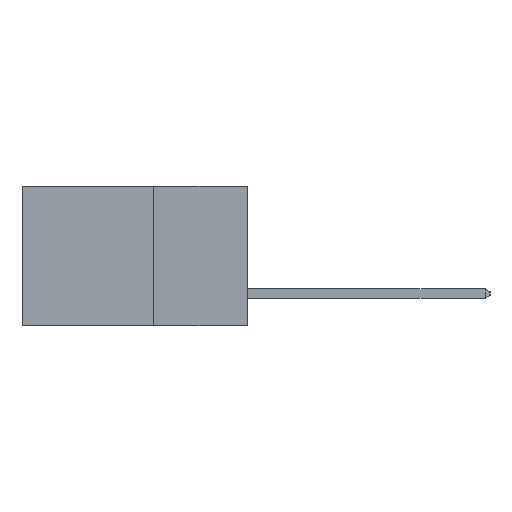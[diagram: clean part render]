
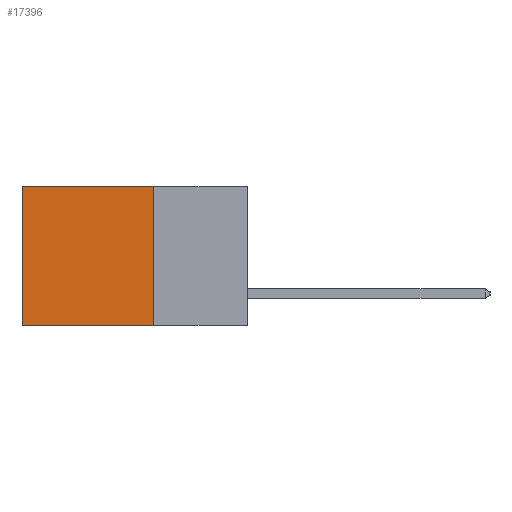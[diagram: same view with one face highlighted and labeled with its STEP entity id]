
A CAD part, left-side view. The second image highlights one B-rep face of the part: STEP entity #17396.
In plain terms, the highlighted planar face has unit normal (-1, 0, 0).
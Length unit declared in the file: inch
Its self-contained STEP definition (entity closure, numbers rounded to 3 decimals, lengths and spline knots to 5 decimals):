
#424 = DIRECTION ( 'NONE',  ( 0., 1., 0. ) ) ;
#809 = VECTOR ( 'NONE', #15118, 39.37008 ) ;
#1222 = CARTESIAN_POINT ( 'NONE',  ( 0.298, 0.25, -0.37 ) ) ;
#1361 = DIRECTION ( 'NONE',  ( 0., 0., -1. ) ) ;
#1373 = VERTEX_POINT ( 'NONE', #14560 ) ;
#2167 = CARTESIAN_POINT ( 'NONE',  ( 0.298, 0.25, -0.37 ) ) ;
#3176 = FACE_OUTER_BOUND ( 'NONE', #7676, .T. ) ;
#3692 = ORIENTED_EDGE ( 'NONE', *, *, #16239, .T. ) ;
#3855 = DIRECTION ( 'NONE',  ( 0., 0., -1. ) ) ;
#4192 = CARTESIAN_POINT ( 'NONE',  ( 0.298, 0.6, 0. ) ) ;
#4414 = CARTESIAN_POINT ( 'NONE',  ( 0.298, 0.25, 0. ) ) ;
#4968 = LINE ( 'NONE', #4192, #809 ) ;
#6449 = VECTOR ( 'NONE', #3855, 39.37008 ) ;
#7676 = EDGE_LOOP ( 'NONE', ( #3692, #8355, #11650, #11267 ) ) ;
#7810 = VERTEX_POINT ( 'NONE', #15183 ) ;
#8217 = CARTESIAN_POINT ( 'NONE',  ( 0.298, 0.25, 0. ) ) ;
#8355 = ORIENTED_EDGE ( 'NONE', *, *, #16045, .F. ) ;
#8374 = CARTESIAN_POINT ( 'NONE',  ( 0.298, 0.25, 0. ) ) ;
#9391 = LINE ( 'NONE', #2167, #12499 ) ;
#10163 = EDGE_CURVE ( 'NONE', #17080, #7810, #10568, .T. ) ;
#10568 = LINE ( 'NONE', #8217, #18843 ) ;
#10605 = LINE ( 'NONE', #14763, #6449 ) ;
#10744 = DIRECTION ( 'NONE',  ( 1., 0., 0. ) ) ;
#11267 = ORIENTED_EDGE ( 'NONE', *, *, #10163, .T. ) ;
#11589 = DIRECTION ( 'NONE',  ( 0., 1., 0. ) ) ;
#11650 = ORIENTED_EDGE ( 'NONE', *, *, #15262, .F. ) ;
#12499 = VECTOR ( 'NONE', #11589, 39.37008 ) ;
#13117 = AXIS2_PLACEMENT_3D ( 'NONE', #4414, #10744, #1361 ) ;
#14560 = CARTESIAN_POINT ( 'NONE',  ( 0.298, 0.6, -0.37 ) ) ;
#14763 = CARTESIAN_POINT ( 'NONE',  ( 0.298, 0.25, 0. ) ) ;
#15118 = DIRECTION ( 'NONE',  ( 0., 0., -1. ) ) ;
#15183 = CARTESIAN_POINT ( 'NONE',  ( 0.298, 0.6, 0. ) ) ;
#15262 = EDGE_CURVE ( 'NONE', #17080, #17888, #10605, .T. ) ;
#16045 = EDGE_CURVE ( 'NONE', #17888, #1373, #9391, .T. ) ;
#16239 = EDGE_CURVE ( 'NONE', #7810, #1373, #4968, .T. ) ;
#17080 = VERTEX_POINT ( 'NONE', #8374 ) ;
#17396 = ADVANCED_FACE ( 'NONE', ( #3176 ), #20016, .F. ) ;
#17888 = VERTEX_POINT ( 'NONE', #1222 ) ;
#18843 = VECTOR ( 'NONE', #424, 39.37008 ) ;
#20016 = PLANE ( 'NONE',  #13117 ) ;
